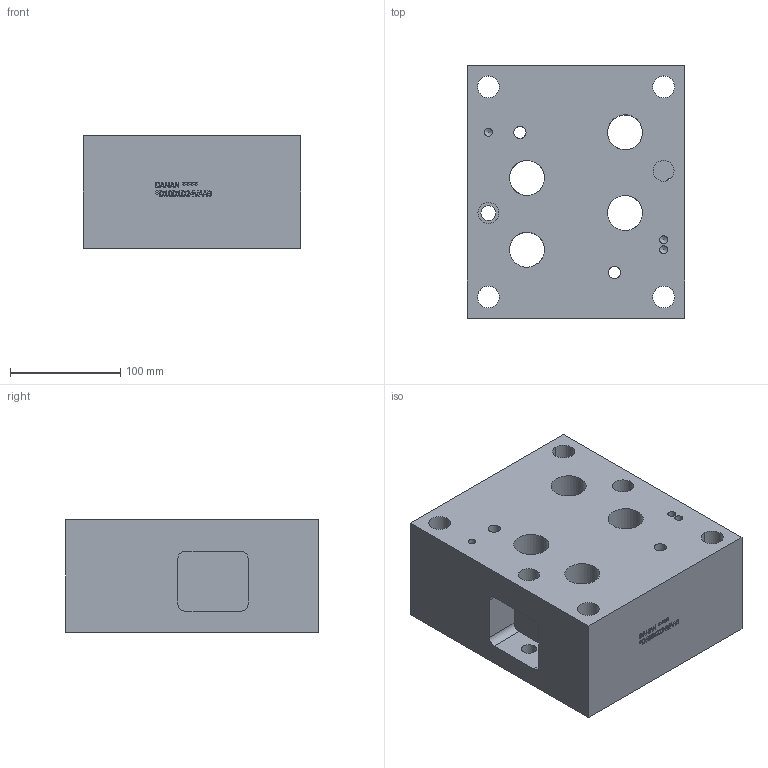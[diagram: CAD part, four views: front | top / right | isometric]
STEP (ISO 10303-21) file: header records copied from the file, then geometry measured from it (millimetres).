
FILE_DESCRIPTION(/* description */ (''),/* implementation_level */ '2;1');
FILE_NAME(/* name */ '_D10D1D24VAAB.stp',/* time_stamp */ '2021-06-23T13:00:03-04:00',/* author */ ('trevorh'),/* organization */ (''),/* preprocessor_version */ 'ST-DEVELOPER v18',/* originating_system */ 'Autodesk Inventor 2020',/* authorisation */ '');
FILE_SCHEMA (('CONFIG_CONTROL_DESIGN'));
Length unit declared in the file: millimetre
Products named in the file (1): Part__D10D1D24VAAB_3D
Bounding box: 196.85 x 228.6 x 101.6 mm (x, y, z)
Volume: 3854772.7 mm3; surface area: 259571.1 mm2
Topology: 1 solids, 1 shells, 421 faces, 1165 edges, 787 vertices
Faces by surface type: plane 292, bspline 71, cylinder 41, cone 17
Full cylindrical faces by diameter (mm): 6.35 x2, 7.137 x3, 11.1 x2, 11.113 x2, 13.487 x2, 19.05 x2, 19.837 x2, 25.4 x2, 31.75 x8, 44.45 x4
Entity records: 14477 total; most frequent: CARTESIAN_POINT 3664, ORIENTED_EDGE 2320, DIRECTION 1826, EDGE_CURVE 1160, LINE 876, VECTOR 876, VERTEX_POINT 787, EDGE_LOOP 495
